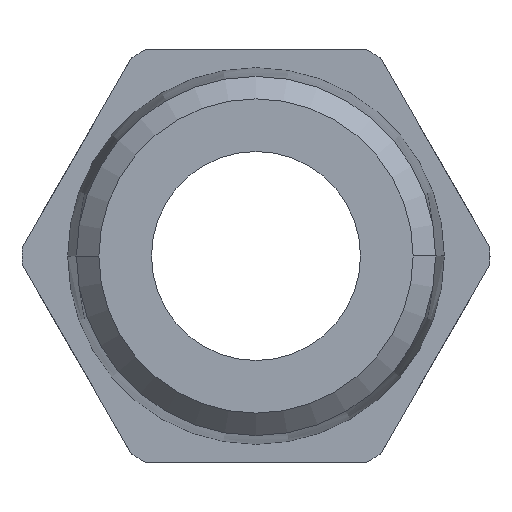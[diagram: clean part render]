
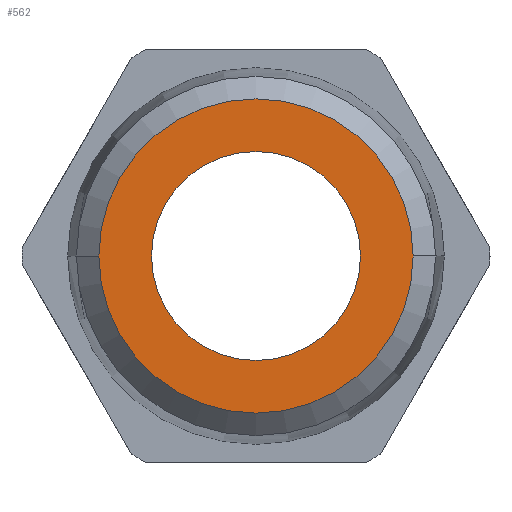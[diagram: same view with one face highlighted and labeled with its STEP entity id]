
A CAD part, front view. The second image highlights one B-rep face of the part: STEP entity #562.
In plain terms, the highlighted planar face has unit normal (0, -1, 0).
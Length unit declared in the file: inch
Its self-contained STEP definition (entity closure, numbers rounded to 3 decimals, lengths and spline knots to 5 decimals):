
#22 = ORIENTED_EDGE ( 'NONE', *, *, #1185, .T. ) ;
#40 = VERTEX_POINT ( 'NONE', #863 ) ;
#220 = AXIS2_PLACEMENT_3D ( 'NONE', #436, #1326, #656 ) ;
#295 = VERTEX_POINT ( 'NONE', #357 ) ;
#332 = EDGE_LOOP ( 'NONE', ( #22, #792 ) ) ;
#357 = CARTESIAN_POINT ( 'NONE',  ( 0.18898, 0., 0. ) ) ;
#374 = EDGE_CURVE ( 'NONE', #295, #40, #638, .T. ) ;
#380 = VERTEX_POINT ( 'NONE', #806 ) ;
#395 = CIRCLE ( 'NONE', #966, 0.2842 ) ;
#399 = CARTESIAN_POINT ( 'NONE',  ( 0., 0., 0. ) ) ;
#407 = CARTESIAN_POINT ( 'NONE',  ( 0., 0., 0. ) ) ;
#436 = CARTESIAN_POINT ( 'NONE',  ( -0.23659, 0., 0. ) ) ;
#462 = AXIS2_PLACEMENT_3D ( 'NONE', #1260, #588, #1369 ) ;
#467 = FACE_BOUND ( 'NONE', #900, .T. ) ;
#504 = CARTESIAN_POINT ( 'NONE',  ( -0.2842, 0., 0. ) ) ;
#511 = DIRECTION ( 'NONE',  ( 0., -1., 0. ) ) ;
#513 = DIRECTION ( 'NONE',  ( -1., 0., 0. ) ) ;
#518 = DIRECTION ( 'NONE',  ( -1., 0., 0. ) ) ;
#545 = ORIENTED_EDGE ( 'NONE', *, *, #374, .T. ) ;
#562 = ADVANCED_FACE ( 'NONE', ( #467, #1051 ), #1388, .T. ) ;
#588 = DIRECTION ( 'NONE',  ( 0., 1., 0. ) ) ;
#622 = AXIS2_PLACEMENT_3D ( 'NONE', #1172, #511, #1287 ) ;
#635 = CIRCLE ( 'NONE', #770, 0.18898 ) ;
#638 = CIRCLE ( 'NONE', #462, 0.18898 ) ;
#656 = DIRECTION ( 'NONE',  ( 0., 0., -1. ) ) ;
#701 = CIRCLE ( 'NONE', #622, 0.2842 ) ;
#770 = AXIS2_PLACEMENT_3D ( 'NONE', #407, #1183, #518 ) ;
#792 = ORIENTED_EDGE ( 'NONE', *, *, #918, .T. ) ;
#806 = CARTESIAN_POINT ( 'NONE',  ( 0.2842, 0., 0. ) ) ;
#863 = CARTESIAN_POINT ( 'NONE',  ( -0.18898, 0., 0. ) ) ;
#900 = EDGE_LOOP ( 'NONE', ( #902, #545 ) ) ;
#902 = ORIENTED_EDGE ( 'NONE', *, *, #994, .T. ) ;
#918 = EDGE_CURVE ( 'NONE', #380, #1147, #701, .T. ) ;
#966 = AXIS2_PLACEMENT_3D ( 'NONE', #399, #1174, #513 ) ;
#994 = EDGE_CURVE ( 'NONE', #40, #295, #635, .T. ) ;
#1051 = FACE_OUTER_BOUND ( 'NONE', #332, .T. ) ;
#1147 = VERTEX_POINT ( 'NONE', #504 ) ;
#1172 = CARTESIAN_POINT ( 'NONE',  ( 0., 0., 0. ) ) ;
#1174 = DIRECTION ( 'NONE',  ( 0., -1., 0. ) ) ;
#1183 = DIRECTION ( 'NONE',  ( 0., 1., 0. ) ) ;
#1185 = EDGE_CURVE ( 'NONE', #1147, #380, #395, .T. ) ;
#1260 = CARTESIAN_POINT ( 'NONE',  ( 0., 0., 0. ) ) ;
#1287 = DIRECTION ( 'NONE',  ( -1., 0., 0. ) ) ;
#1326 = DIRECTION ( 'NONE',  ( 0., -1., 0. ) ) ;
#1369 = DIRECTION ( 'NONE',  ( -1., 0., 0. ) ) ;
#1388 = PLANE ( 'NONE',  #220 ) ;
